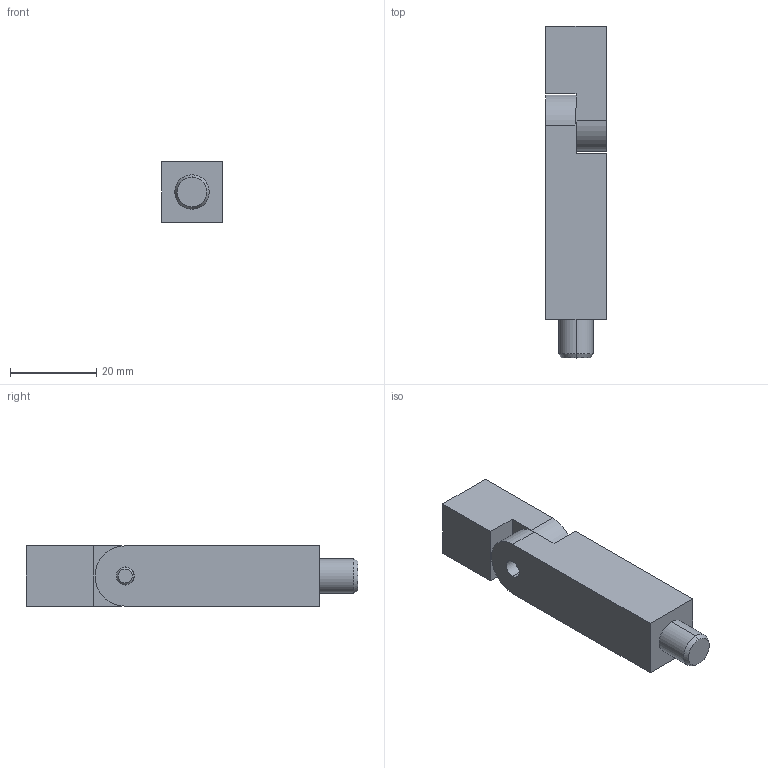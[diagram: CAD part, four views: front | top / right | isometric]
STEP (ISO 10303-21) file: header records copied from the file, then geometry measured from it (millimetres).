
FILE_DESCRIPTION (( 'STEP AP203' ), '1' );
FILE_NAME ('60226-240.STEP', '2018-08-06T10:50:20', ( '' ), ( '' ), 'SwSTEP 2.0', 'SolidWorks 2015', '' );
FILE_SCHEMA (( 'CONFIG_CONTROL_DESIGN' ));
Length unit declared in the file: millimetre
Products named in the file (4): 60226-240 Teil1; 60226-240; 60226-240 Teil2; ISO7380_Rundkopfschraube mit Innensechskant_-_M5x8_M5x8
Assembly tree (3 placements, depth 2):
  60226-240
    60226-240 Teil1
    60226-240 Teil2
    ISO7380_Rundkopfschraube mit Innensechskant_-_M5x8_M5x8
Bounding box: 14 x 77 x 14 mm (x, y, z)
Volume: 12779.8 mm3; surface area: 5665.4 mm2
Topology: 3 solids, 3 shells, 285 faces, 730 edges, 478 vertices
Faces by surface type: plane 146, bspline 102, cylinder 18, cone 17, sphere 2
Entity records: 14740 total; most frequent: CARTESIAN_POINT 8088, ORIENTED_EDGE 1452, DIRECTION 950, EDGE_CURVE 726, VERTEX_POINT 478, VECTOR 458, LINE 458, EDGE_LOOP 320
